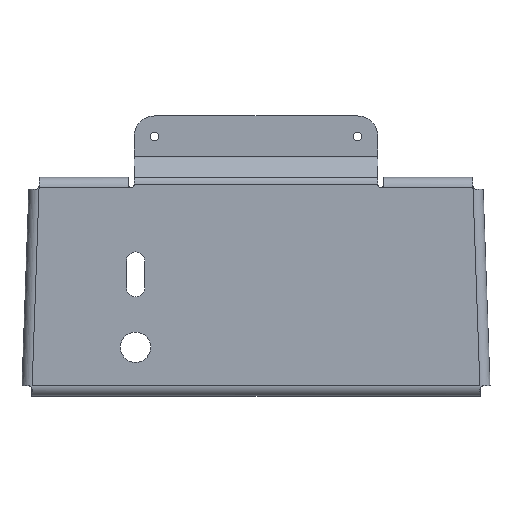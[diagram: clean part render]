
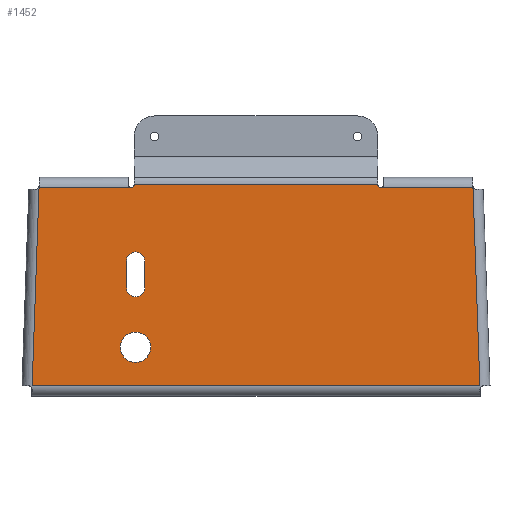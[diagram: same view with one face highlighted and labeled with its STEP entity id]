
A CAD part, top view. The second image highlights one B-rep face of the part: STEP entity #1452.
In plain terms, the highlighted planar face has unit normal (0, 0, 1).
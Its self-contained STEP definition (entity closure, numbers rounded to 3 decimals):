
#65 = CARTESIAN_POINT ( 'NONE',  ( -59.375, -5.256, 13.997 ) ) ;
#81 = ORIENTED_EDGE ( 'NONE', *, *, #1996, .T. ) ;
#84 = CIRCLE ( 'NONE', #1477, 1.5 ) ;
#85 = VERTEX_POINT ( 'NONE', #2751 ) ;
#105 = CARTESIAN_POINT ( 'NONE',  ( -54.875, 0., 13.997 ) ) ;
#207 = VERTEX_POINT ( 'NONE', #3078 ) ;
#208 = VECTOR ( 'NONE', #1699, 1000. ) ;
#235 = EDGE_CURVE ( 'NONE', #85, #1392, #3230, .T. ) ;
#248 = CARTESIAN_POINT ( 'NONE',  ( -110.55, -66.749, 13.997 ) ) ;
#257 = CARTESIAN_POINT ( 'NONE',  ( -63.875, 0., 13.997 ) ) ;
#311 = CARTESIAN_POINT ( 'NONE',  ( 0., 0., 13.997 ) ) ;
#350 = CARTESIAN_POINT ( 'NONE',  ( -51.875, -47.756, 13.997 ) ) ;
#361 = ORIENTED_EDGE ( 'NONE', *, *, #1138, .T. ) ;
#427 = EDGE_CURVE ( 'NONE', #2855, #3159, #1584, .T. ) ;
#494 = VERTEX_POINT ( 'NONE', #2864 ) ;
#504 = EDGE_LOOP ( 'NONE', ( #1970, #2924 ) ) ;
#509 = CARTESIAN_POINT ( 'NONE',  ( -63.875, -5.256, 13.997 ) ) ;
#556 = EDGE_CURVE ( 'NONE', #494, #2855, #1824, .T. ) ;
#596 = CARTESIAN_POINT ( 'NONE',  ( -59.375, -47.756, 13.997 ) ) ;
#604 = CARTESIAN_POINT ( 'NONE',  ( -59.375, -18.256, 13.997 ) ) ;
#694 = FACE_BOUND ( 'NONE', #830, .T. ) ;
#699 = VECTOR ( 'NONE', #909, 1000. ) ;
#720 = DIRECTION ( 'NONE',  ( 1., 0., 0. ) ) ;
#747 = LINE ( 'NONE', #2641, #3372 ) ;
#749 = CARTESIAN_POINT ( 'NONE',  ( -61.592, 32.493, 13.997 ) ) ;
#773 = VECTOR ( 'NONE', #3353, 1000. ) ;
#775 = EDGE_LOOP ( 'NONE', ( #2151, #1954, #2508, #81, #1603, #2064, #3077, #361 ) ) ;
#793 = VERTEX_POINT ( 'NONE', #1488 ) ;
#801 = CARTESIAN_POINT ( 'NONE',  ( 61.592, 32.493, 13.997 ) ) ;
#828 = LINE ( 'NONE', #2957, #208 ) ;
#830 = EDGE_LOOP ( 'NONE', ( #3080, #2726, #870, #1114 ) ) ;
#841 = PLANE ( 'NONE',  #1980 ) ;
#848 = DIRECTION ( 'NONE',  ( -1., 0., 0. ) ) ;
#870 = ORIENTED_EDGE ( 'NONE', *, *, #2220, .F. ) ;
#897 = DIRECTION ( 'NONE',  ( 0., 1., 0. ) ) ;
#909 = DIRECTION ( 'NONE',  ( -1., 0., 0. ) ) ;
#960 = CARTESIAN_POINT ( 'NONE',  ( 110.375, -66.749, 13.997 ) ) ;
#971 = CARTESIAN_POINT ( 'NONE',  ( -60.092, 32.493, 13.997 ) ) ;
#990 = DIRECTION ( 'NONE',  ( 0., 0., -1. ) ) ;
#1084 = EDGE_CURVE ( 'NONE', #1743, #793, #1388, .T. ) ;
#1089 = EDGE_CURVE ( 'NONE', #1657, #1743, #828, .T. ) ;
#1111 = DIRECTION ( 'NONE',  ( 0., 0., 1. ) ) ;
#1114 = ORIENTED_EDGE ( 'NONE', *, *, #427, .F. ) ;
#1133 = FACE_OUTER_BOUND ( 'NONE', #775, .T. ) ;
#1138 = EDGE_CURVE ( 'NONE', #793, #2511, #84, .T. ) ;
#1172 = CARTESIAN_POINT ( 'NONE',  ( 106.962, 30.993, 13.997 ) ) ;
#1183 = EDGE_CURVE ( 'NONE', #3040, #1559, #3366, .T. ) ;
#1342 = VECTOR ( 'NONE', #2284, 1000. ) ;
#1375 = DIRECTION ( 'NONE',  ( -1., 0., 0. ) ) ;
#1388 = LINE ( 'NONE', #1172, #699 ) ;
#1392 = VERTEX_POINT ( 'NONE', #1406 ) ;
#1406 = CARTESIAN_POINT ( 'NONE',  ( -61.592, 30.993, 13.997 ) ) ;
#1452 = ADVANCED_FACE ( 'NONE', ( #2094, #1133, #694 ), #841, .F. ) ;
#1477 = AXIS2_PLACEMENT_3D ( 'NONE', #801, #2585, #3100 ) ;
#1488 = CARTESIAN_POINT ( 'NONE',  ( 61.592, 30.993, 13.997 ) ) ;
#1532 = CARTESIAN_POINT ( 'NONE',  ( -59.375, -47.756, 13.997 ) ) ;
#1559 = VERTEX_POINT ( 'NONE', #350 ) ;
#1562 = DIRECTION ( 'NONE',  ( -1., 0., 0. ) ) ;
#1580 = AXIS2_PLACEMENT_3D ( 'NONE', #1532, #2549, #1562 ) ;
#1584 = LINE ( 'NONE', #257, #773 ) ;
#1603 = ORIENTED_EDGE ( 'NONE', *, *, #3144, .T. ) ;
#1619 = EDGE_CURVE ( 'NONE', #2880, #494, #2504, .T. ) ;
#1644 = DIRECTION ( 'NONE',  ( 0., 0., 1. ) ) ;
#1657 = VERTEX_POINT ( 'NONE', #960 ) ;
#1698 = VECTOR ( 'NONE', #897, 1000. ) ;
#1699 = DIRECTION ( 'NONE',  ( -0.035, 0.999, 0. ) ) ;
#1738 = CARTESIAN_POINT ( 'NONE',  ( 60.092, 32.493, 13.997 ) ) ;
#1743 = VERTEX_POINT ( 'NONE', #3288 ) ;
#1801 = DIRECTION ( 'NONE',  ( -1., 0., 0. ) ) ;
#1824 = CIRCLE ( 'NONE', #1974, 4.5 ) ;
#1852 = DIRECTION ( 'NONE',  ( -1., 0., 0. ) ) ;
#1954 = ORIENTED_EDGE ( 'NONE', *, *, #235, .T. ) ;
#1962 = AXIS2_PLACEMENT_3D ( 'NONE', #604, #1644, #848 ) ;
#1970 = ORIENTED_EDGE ( 'NONE', *, *, #1183, .F. ) ;
#1974 = AXIS2_PLACEMENT_3D ( 'NONE', #65, #3188, #2947 ) ;
#1980 = AXIS2_PLACEMENT_3D ( 'NONE', #311, #3149, #1852 ) ;
#1996 = EDGE_CURVE ( 'NONE', #207, #2158, #3107, .T. ) ;
#2038 = CARTESIAN_POINT ( 'NONE',  ( -63.875, -18.256, 13.997 ) ) ;
#2042 = DIRECTION ( 'NONE',  ( 1., 0., 0. ) ) ;
#2064 = ORIENTED_EDGE ( 'NONE', *, *, #1089, .T. ) ;
#2094 = FACE_BOUND ( 'NONE', #504, .T. ) ;
#2110 = VECTOR ( 'NONE', #720, 1000. ) ;
#2115 = CARTESIAN_POINT ( 'NONE',  ( -54.875, -18.256, 13.997 ) ) ;
#2124 = AXIS2_PLACEMENT_3D ( 'NONE', #596, #1111, #1375 ) ;
#2151 = ORIENTED_EDGE ( 'NONE', *, *, #2522, .F. ) ;
#2158 = VERTEX_POINT ( 'NONE', #2829 ) ;
#2220 = EDGE_CURVE ( 'NONE', #3159, #2880, #2969, .T. ) ;
#2276 = LINE ( 'NONE', #971, #2110 ) ;
#2284 = DIRECTION ( 'NONE',  ( -0.035, -0.999, 0. ) ) ;
#2319 = CIRCLE ( 'NONE', #2124, 7.5 ) ;
#2504 = LINE ( 'NONE', #105, #1698 ) ;
#2508 = ORIENTED_EDGE ( 'NONE', *, *, #3344, .T. ) ;
#2511 = VERTEX_POINT ( 'NONE', #1738 ) ;
#2522 = EDGE_CURVE ( 'NONE', #85, #2511, #2276, .T. ) ;
#2549 = DIRECTION ( 'NONE',  ( 0., 0., 1. ) ) ;
#2585 = DIRECTION ( 'NONE',  ( 0., 0., -1. ) ) ;
#2641 = CARTESIAN_POINT ( 'NONE',  ( -63.092, 30.993, 13.997 ) ) ;
#2650 = LINE ( 'NONE', #248, #2845 ) ;
#2726 = ORIENTED_EDGE ( 'NONE', *, *, #1619, .F. ) ;
#2751 = CARTESIAN_POINT ( 'NONE',  ( -60.092, 32.493, 13.997 ) ) ;
#2780 = CARTESIAN_POINT ( 'NONE',  ( -66.875, -47.756, 13.997 ) ) ;
#2829 = CARTESIAN_POINT ( 'NONE',  ( -110.375, -66.749, 13.997 ) ) ;
#2845 = VECTOR ( 'NONE', #2042, 1000. ) ;
#2855 = VERTEX_POINT ( 'NONE', #509 ) ;
#2864 = CARTESIAN_POINT ( 'NONE',  ( -54.875, -5.256, 13.997 ) ) ;
#2880 = VERTEX_POINT ( 'NONE', #2115 ) ;
#2899 = DIRECTION ( 'NONE',  ( -1., 0., 0. ) ) ;
#2924 = ORIENTED_EDGE ( 'NONE', *, *, #2929, .F. ) ;
#2929 = EDGE_CURVE ( 'NONE', #1559, #3040, #2319, .T. ) ;
#2947 = DIRECTION ( 'NONE',  ( -1., 0., 0. ) ) ;
#2957 = CARTESIAN_POINT ( 'NONE',  ( 110.55, -71.749, 13.997 ) ) ;
#2969 = CIRCLE ( 'NONE', #1962, 4.5 ) ;
#2996 = AXIS2_PLACEMENT_3D ( 'NONE', #749, #990, #1801 ) ;
#3040 = VERTEX_POINT ( 'NONE', #2780 ) ;
#3077 = ORIENTED_EDGE ( 'NONE', *, *, #1084, .T. ) ;
#3078 = CARTESIAN_POINT ( 'NONE',  ( -106.962, 30.993, 13.997 ) ) ;
#3080 = ORIENTED_EDGE ( 'NONE', *, *, #556, .F. ) ;
#3100 = DIRECTION ( 'NONE',  ( -1., 0., 0. ) ) ;
#3107 = LINE ( 'NONE', #3351, #1342 ) ;
#3144 = EDGE_CURVE ( 'NONE', #2158, #1657, #2650, .T. ) ;
#3149 = DIRECTION ( 'NONE',  ( 0., 0., -1. ) ) ;
#3159 = VERTEX_POINT ( 'NONE', #2038 ) ;
#3188 = DIRECTION ( 'NONE',  ( 0., 0., 1. ) ) ;
#3230 = CIRCLE ( 'NONE', #2996, 1.5 ) ;
#3288 = CARTESIAN_POINT ( 'NONE',  ( 106.962, 30.993, 13.997 ) ) ;
#3344 = EDGE_CURVE ( 'NONE', #1392, #207, #747, .T. ) ;
#3351 = CARTESIAN_POINT ( 'NONE',  ( -106.997, 29.994, 13.997 ) ) ;
#3353 = DIRECTION ( 'NONE',  ( 0., -1., 0. ) ) ;
#3366 = CIRCLE ( 'NONE', #1580, 7.5 ) ;
#3372 = VECTOR ( 'NONE', #2899, 1000. ) ;
